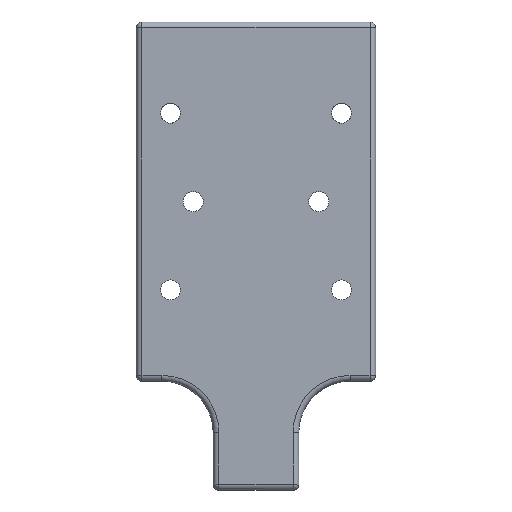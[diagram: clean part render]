
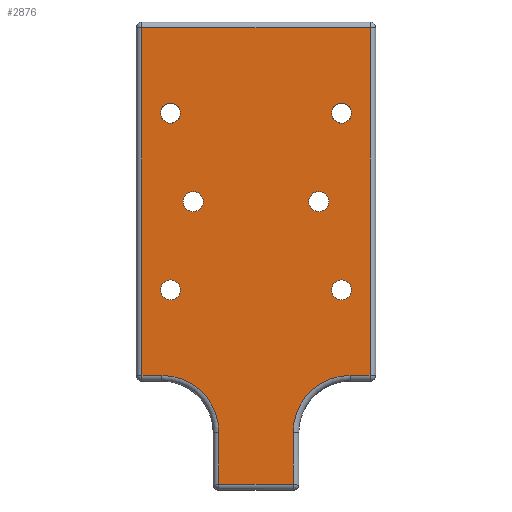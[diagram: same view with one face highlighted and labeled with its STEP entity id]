
A CAD part, front view. The second image highlights one B-rep face of the part: STEP entity #2876.
In plain terms, the highlighted planar face has unit normal (0, -1, 0).
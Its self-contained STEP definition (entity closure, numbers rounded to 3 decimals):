
#76=FACE_BOUND('',#485,.T.);
#77=FACE_BOUND('',#486,.T.);
#78=FACE_BOUND('',#487,.T.);
#79=FACE_BOUND('',#488,.T.);
#80=FACE_BOUND('',#489,.T.);
#81=FACE_BOUND('',#490,.T.);
#118=PLANE('',#3228);
#284=FACE_OUTER_BOUND('',#484,.T.);
#484=EDGE_LOOP('',(#2391,#2392,#2393,#2394,#2395,#2396,#2397,#2398,#2399,
#2400));
#485=EDGE_LOOP('',(#2401));
#486=EDGE_LOOP('',(#2402));
#487=EDGE_LOOP('',(#2403));
#488=EDGE_LOOP('',(#2404));
#489=EDGE_LOOP('',(#2405));
#490=EDGE_LOOP('',(#2406));
#618=CIRCLE('',#3019,10.);
#695=CIRCLE('',#3151,10.);
#729=CIRCLE('',#3229,1.75);
#730=CIRCLE('',#3230,1.75);
#731=CIRCLE('',#3231,1.75);
#732=CIRCLE('',#3232,1.75);
#733=CIRCLE('',#3233,1.75);
#734=CIRCLE('',#3234,1.75);
#798=LINE('',#4692,#984);
#799=LINE('',#4700,#985);
#844=LINE('',#4944,#1030);
#847=LINE('',#4948,#1033);
#856=LINE('',#4965,#1042);
#858=LINE('',#4974,#1044);
#861=LINE('',#4978,#1047);
#882=LINE('',#5112,#1068);
#984=VECTOR('',#3514,9.083);
#985=VECTOR('',#3525,3.5);
#1030=VECTOR('',#3810,61.);
#1033=VECTOR('',#3815,40.);
#1042=VECTOR('',#3836,3.5);
#1044=VECTOR('',#3848,9.083);
#1047=VECTOR('',#3853,61.);
#1068=VECTOR('',#3934,13.);
#1217=VERTEX_POINT('',#4564);
#1222=VERTEX_POINT('',#4614);
#1242=VERTEX_POINT('',#4681);
#1246=VERTEX_POINT('',#4690);
#1248=VERTEX_POINT('',#4695);
#1267=VERTEX_POINT('',#4759);
#1268=VERTEX_POINT('',#4763);
#1281=VERTEX_POINT('',#4802);
#1319=VERTEX_POINT('',#4963);
#1321=VERTEX_POINT('',#4969);
#1369=VERTEX_POINT('',#5214);
#1370=VERTEX_POINT('',#5216);
#1371=VERTEX_POINT('',#5218);
#1372=VERTEX_POINT('',#5220);
#1373=VERTEX_POINT('',#5222);
#1374=VERTEX_POINT('',#5224);
#1516=EDGE_CURVE('',#1246,#1217,#798,.T.);
#1518=EDGE_CURVE('',#1248,#1246,#618,.T.);
#1520=EDGE_CURVE('',#1242,#1248,#799,.T.);
#1639=EDGE_CURVE('',#1268,#1281,#844,.T.);
#1642=EDGE_CURVE('',#1281,#1267,#847,.T.);
#1652=EDGE_CURVE('',#1319,#1268,#856,.T.);
#1655=EDGE_CURVE('',#1321,#1319,#695,.T.);
#1657=EDGE_CURVE('',#1222,#1321,#858,.T.);
#1660=EDGE_CURVE('',#1267,#1242,#861,.T.);
#1700=EDGE_CURVE('',#1217,#1222,#882,.T.);
#1746=EDGE_CURVE('',#1369,#1369,#729,.T.);
#1747=EDGE_CURVE('',#1370,#1370,#730,.T.);
#1748=EDGE_CURVE('',#1371,#1371,#731,.T.);
#1749=EDGE_CURVE('',#1372,#1372,#732,.T.);
#1750=EDGE_CURVE('',#1373,#1373,#733,.T.);
#1751=EDGE_CURVE('',#1374,#1374,#734,.T.);
#2391=ORIENTED_EDGE('',*,*,#1639,.F.);
#2392=ORIENTED_EDGE('',*,*,#1652,.F.);
#2393=ORIENTED_EDGE('',*,*,#1655,.F.);
#2394=ORIENTED_EDGE('',*,*,#1657,.F.);
#2395=ORIENTED_EDGE('',*,*,#1700,.F.);
#2396=ORIENTED_EDGE('',*,*,#1516,.F.);
#2397=ORIENTED_EDGE('',*,*,#1518,.F.);
#2398=ORIENTED_EDGE('',*,*,#1520,.F.);
#2399=ORIENTED_EDGE('',*,*,#1660,.F.);
#2400=ORIENTED_EDGE('',*,*,#1642,.F.);
#2401=ORIENTED_EDGE('',*,*,#1746,.T.);
#2402=ORIENTED_EDGE('',*,*,#1747,.T.);
#2403=ORIENTED_EDGE('',*,*,#1748,.T.);
#2404=ORIENTED_EDGE('',*,*,#1749,.T.);
#2405=ORIENTED_EDGE('',*,*,#1750,.T.);
#2406=ORIENTED_EDGE('',*,*,#1751,.T.);
#2876=ADVANCED_FACE('',(#284,#76,#77,#78,#79,#80,#81),#118,.T.);
#3019=AXIS2_PLACEMENT_3D('',#4697,#3519,#3520);
#3151=AXIS2_PLACEMENT_3D('',#4971,#3842,#3843);
#3228=AXIS2_PLACEMENT_3D('',#5213,#4044,#4045);
#3229=AXIS2_PLACEMENT_3D('',#5215,#4046,#4047);
#3230=AXIS2_PLACEMENT_3D('',#5217,#4048,#4049);
#3231=AXIS2_PLACEMENT_3D('',#5219,#4050,#4051);
#3232=AXIS2_PLACEMENT_3D('',#5221,#4052,#4053);
#3233=AXIS2_PLACEMENT_3D('',#5223,#4054,#4055);
#3234=AXIS2_PLACEMENT_3D('',#5225,#4056,#4057);
#3514=DIRECTION('',(0.,0.,-1.));
#3519=DIRECTION('center_axis',(0.,-1.,0.));
#3520=DIRECTION('ref_axis',(-0.707,0.,0.707));
#3525=DIRECTION('',(-1.,0.,0.));
#3810=DIRECTION('',(0.,0.,1.));
#3815=DIRECTION('',(1.,0.,0.));
#3836=DIRECTION('',(-1.,0.,0.));
#3842=DIRECTION('center_axis',(0.,-1.,0.));
#3843=DIRECTION('ref_axis',(0.707,0.,0.707));
#3848=DIRECTION('',(0.,0.,1.));
#3853=DIRECTION('',(0.,0.,-1.));
#3934=DIRECTION('',(-1.,0.,0.));
#4044=DIRECTION('center_axis',(0.,-1.,0.));
#4045=DIRECTION('ref_axis',(0.,0.,-1.));
#4046=DIRECTION('center_axis',(0.,1.,0.));
#4047=DIRECTION('ref_axis',(-1.,0.,0.));
#4048=DIRECTION('center_axis',(0.,1.,0.));
#4049=DIRECTION('ref_axis',(-1.,0.,0.));
#4050=DIRECTION('center_axis',(0.,1.,0.));
#4051=DIRECTION('ref_axis',(-1.,0.,0.));
#4052=DIRECTION('center_axis',(0.,1.,0.));
#4053=DIRECTION('ref_axis',(-1.,0.,0.));
#4054=DIRECTION('center_axis',(0.,1.,0.));
#4055=DIRECTION('ref_axis',(-1.,0.,0.));
#4056=DIRECTION('center_axis',(0.,1.,0.));
#4057=DIRECTION('ref_axis',(-1.,0.,0.));
#4564=CARTESIAN_POINT('',(27.5,0.,-49.583));
#4614=CARTESIAN_POINT('',(14.5,0.,-49.583));
#4681=CARTESIAN_POINT('',(41.,0.,-30.5));
#4690=CARTESIAN_POINT('',(27.5,0.,-40.5));
#4692=CARTESIAN_POINT('',(27.5,0.,-19.806));
#4695=CARTESIAN_POINT('',(37.5,0.,-30.5));
#4697=CARTESIAN_POINT('Origin',(37.5,0.,-40.5));
#4700=CARTESIAN_POINT('',(0.,0.,-30.5));
#4759=CARTESIAN_POINT('',(41.,0.,30.5));
#4763=CARTESIAN_POINT('',(1.,0.,-30.5));
#4802=CARTESIAN_POINT('',(1.,0.,30.5));
#4944=CARTESIAN_POINT('',(1.,0.,-1.554));
#4948=CARTESIAN_POINT('',(0.,0.,30.5));
#4963=CARTESIAN_POINT('',(4.5,0.,-30.5));
#4965=CARTESIAN_POINT('',(0.,0.,-30.5));
#4969=CARTESIAN_POINT('',(14.5,0.,-40.5));
#4971=CARTESIAN_POINT('Origin',(4.5,0.,-40.5));
#4974=CARTESIAN_POINT('',(14.5,0.,-19.806));
#4978=CARTESIAN_POINT('',(41.,0.,-1.554));
#5112=CARTESIAN_POINT('',(10.5,0.,-49.583));
#5213=CARTESIAN_POINT('Origin',(0.,0.,0.));
#5214=CARTESIAN_POINT('',(33.75,0.,0.));
#5215=CARTESIAN_POINT('Origin',(32.,0.,0.));
#5216=CARTESIAN_POINT('',(37.75,0.,-15.5));
#5217=CARTESIAN_POINT('Origin',(36.,0.,-15.5));
#5218=CARTESIAN_POINT('',(7.75,0.,15.5));
#5219=CARTESIAN_POINT('Origin',(6.,0.,15.5));
#5220=CARTESIAN_POINT('',(37.75,0.,15.5));
#5221=CARTESIAN_POINT('Origin',(36.,0.,15.5));
#5222=CARTESIAN_POINT('',(11.75,0.,0.));
#5223=CARTESIAN_POINT('Origin',(10.,0.,0.));
#5224=CARTESIAN_POINT('',(7.75,0.,-15.5));
#5225=CARTESIAN_POINT('Origin',(6.,0.,-15.5));
